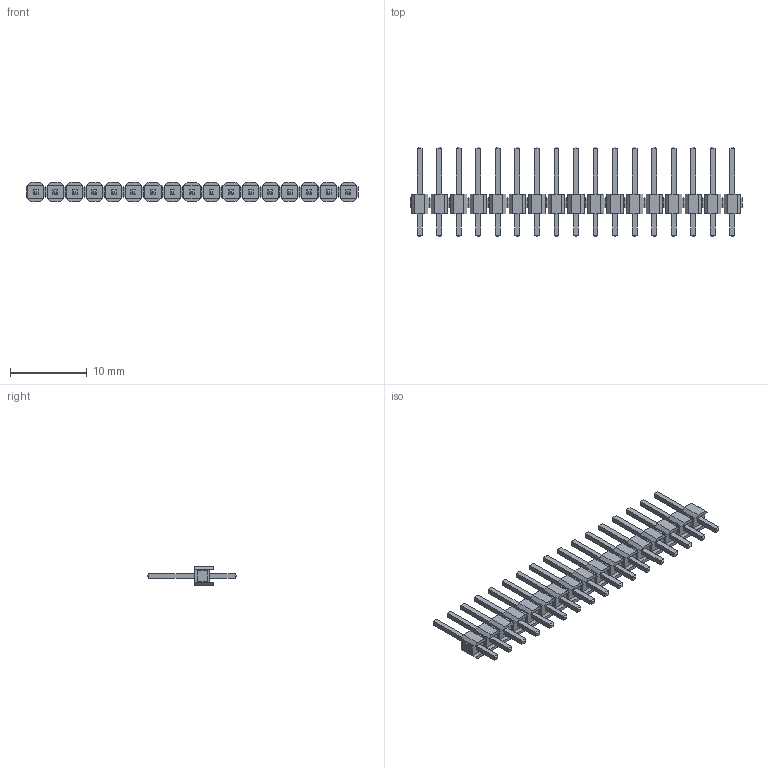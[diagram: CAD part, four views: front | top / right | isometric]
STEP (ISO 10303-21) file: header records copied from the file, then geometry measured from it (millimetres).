
FILE_DESCRIPTION (( 'STEP AP214' ), '1' );
FILE_NAME ('PLS-17.STEP', '2019-06-30T19:15:43', ( '' ), ( '' ), 'SwSTEP 2.0', 'SolidWorks 2018', '' );
FILE_SCHEMA (( 'AUTOMOTIVE_DESIGN' ));
Length unit declared in the file: millimetre
Products named in the file (1): PLS-17
Bounding box: 43.18 x 11.64 x 2.54 mm (x, y, z)
Volume: 261.7 mm3; surface area: 983.9 mm2
Topology: 17 solids, 17 shells, 714 faces, 1632 edges, 1020 vertices
Faces by surface type: plane 714
Entity records: 27416 total; most frequent: CARTESIAN_POINT 3367, ORIENTED_EDGE 3264, DIRECTION 3062, EDGE_CURVE 1632, LINE 1632, VECTOR 1632, VERTEX_POINT 1020, EDGE_LOOP 782
